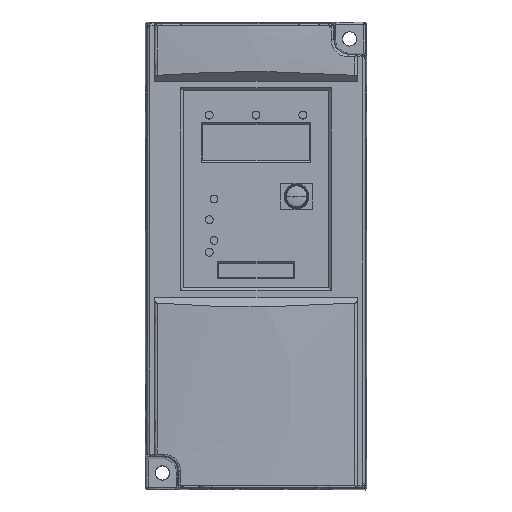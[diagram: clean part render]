
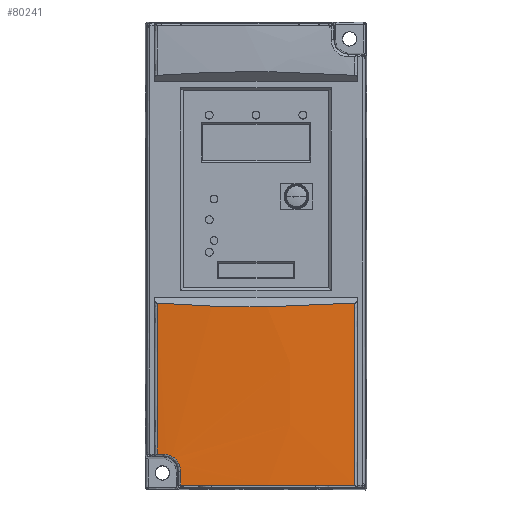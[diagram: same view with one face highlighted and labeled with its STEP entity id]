
A CAD part, top view. The second image highlights one B-rep face of the part: STEP entity #80241.
In plain terms, the highlighted free-form (B-spline) face has degree [3, 3] with [6, 4] control points.
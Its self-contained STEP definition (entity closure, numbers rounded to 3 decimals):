
#1977 = B_SPLINE_CURVE_WITH_KNOTS ( 'NONE', 3,
 ( #160104, #159143, #56191, #156256 ),
 .UNSPECIFIED., .F., .F.,
 ( 4, 4 ),
 ( 0., 1. ),
 .UNSPECIFIED. ) ;
#5105 = CARTESIAN_POINT ( 'NONE',  ( -22.474, 1.609, 120.926 ) ) ;
#6060 = CARTESIAN_POINT ( 'NONE',  ( 19.205, 1.611, 121.824 ) ) ;
#6597 = EDGE_CURVE ( 'NONE', #63805, #58942, #50183, .T. ) ;
#10859 = CARTESIAN_POINT ( 'NONE',  ( -24.307, 48.785, 120.894 ) ) ;
#11824 = CARTESIAN_POINT ( 'NONE',  ( -6.713, 73.076, 121.824 ) ) ;
#12358 = ORIENTED_EDGE ( 'NONE', *, *, #128384, .T. ) ;
#12791 = CARTESIAN_POINT ( 'NONE',  ( 37.307, 73.076, 120.894 ) ) ;
#13774 = CARTESIAN_POINT ( 'NONE',  ( 37.307, 0.202, 120.894 ) ) ;
#13874 = ORIENTED_EDGE ( 'NONE', *, *, #106824, .T. ) ;
#17747 = VERTEX_POINT ( 'NONE', #127886 ) ;
#20811 = CARTESIAN_POINT ( 'NONE',  ( 36.292, 1.611, 120.947 ) ) ;
#28633 = CARTESIAN_POINT ( 'NONE',  ( 31.914, 70.708, 121.281 ) ) ;
#32536 = CARTESIAN_POINT ( 'NONE',  ( 44.566, 71.674, 120.315 ) ) ;
#32771 = VERTEX_POINT ( 'NONE', #194068 ) ;
#35617 = ORIENTED_EDGE ( 'NONE', *, *, #6597, .T. ) ;
#37108 = EDGE_CURVE ( 'NONE', #101363, #32771, #40562, .T. ) ;
#37849 = CARTESIAN_POINT ( 'NONE',  ( -22.475, 5.195, 120.926 ) ) ;
#40149 = VERTEX_POINT ( 'NONE', #174250 ) ;
#40562 = B_SPLINE_CURVE_WITH_KNOTS ( 'NONE', 3,
 ( #32536, #28633, #149203, #152143, #61944, #62909 ),
 .UNSPECIFIED., .F., .F.,
 ( 4, 2, 4 ),
 ( 0., 0.038, 0.076 ),
 .UNSPECIFIED. ) ;
#42706 = CARTESIAN_POINT ( 'NONE',  ( -25.026, 12.266, 120.772 ) ) ;
#44639 = CARTESIAN_POINT ( 'NONE',  ( -26.968, 13.249, 120.645 ) ) ;
#50183 = B_SPLINE_CURVE_WITH_KNOTS ( 'NONE', 3,
 ( #91658, #74031, #119161, #178922, #44639, #104429, #42706, #164249, #149536, #75985, #135796, #95522, #140601, #168125, #108345, #107375 ),
 .UNSPECIFIED., .F., .F.,
 ( 4, 2, 2, 2, 2, 2, 2, 4 ),
 ( 0., 0.125, 0.25, 0.5, 0.625, 0.688, 0.75, 1. ),
 .UNSPECIFIED. ) ;
#52657 = EDGE_CURVE ( 'NONE', #32771, #40149, #1977, .T. ) ;
#54982 = CARTESIAN_POINT ( 'NONE',  ( 19.713, 48.785, 121.824 ) ) ;
#55949 = CARTESIAN_POINT ( 'NONE',  ( -24.307, 73.076, 120.894 ) ) ;
#56191 = CARTESIAN_POINT ( 'NONE',  ( -31.566, 32.945, 120.315 ) ) ;
#56901 = CARTESIAN_POINT ( 'NONE',  ( -6.713, 48.785, 121.824 ) ) ;
#58843 = CARTESIAN_POINT ( 'NONE',  ( -24.307, 24.494, 120.894 ) ) ;
#58942 = VERTEX_POINT ( 'NONE', #171499 ) ;
#60980 = B_SPLINE_CURVE_WITH_KNOTS ( 'NONE', 3,
 ( #154138, #139411, #155100, #6060, #20811, #65850 ),
 .UNSPECIFIED., .F., .F.,
 ( 4, 1, 1, 4 ),
 ( 0., 0.235, 0.629, 1. ),
 .UNSPECIFIED. ) ;
#61854 = CARTESIAN_POINT ( 'NONE',  ( -31.565, 13.58, 120.315 ) ) ;
#61944 = CARTESIAN_POINT ( 'NONE',  ( -18.914, 70.708, 121.281 ) ) ;
#62909 = CARTESIAN_POINT ( 'NONE',  ( -31.566, 71.674, 120.315 ) ) ;
#63805 = VERTEX_POINT ( 'NONE', #191342 ) ;
#65850 = CARTESIAN_POINT ( 'NONE',  ( 44.566, 1.607, 120.315 ) ) ;
#69020 = ORIENTED_EDGE ( 'NONE', *, *, #37108, .T. ) ;
#71583 = CARTESIAN_POINT ( 'NONE',  ( 19.713, 24.494, 121.824 ) ) ;
#72544 = CARTESIAN_POINT ( 'NONE',  ( 19.713, 73.076, 121.824 ) ) ;
#73322 = CARTESIAN_POINT ( 'NONE',  ( 44.566, 24.961, 120.315 ) ) ;
#74031 = CARTESIAN_POINT ( 'NONE',  ( -28.648, 13.581, 120.529 ) ) ;
#75985 = CARTESIAN_POINT ( 'NONE',  ( -23.463, 10.464, 120.868 ) ) ;
#80106 = VERTEX_POINT ( 'NONE', #5105 ) ;
#80241 = ADVANCED_FACE ( 'NONE', ( #147054 ), #187813, .T. ) ;
#86287 = CARTESIAN_POINT ( 'NONE',  ( 19.713, 0.202, 121.824 ) ) ;
#91658 = CARTESIAN_POINT ( 'NONE',  ( -29.084, 13.581, 120.499 ) ) ;
#95522 = CARTESIAN_POINT ( 'NONE',  ( -23.149, 9.897, 120.886 ) ) ;
#97626 = CARTESIAN_POINT ( 'NONE',  ( -22.474, 1.609, 120.926 ) ) ;
#100033 = CARTESIAN_POINT ( 'NONE',  ( -33.085, 48.785, 120.197 ) ) ;
#101363 = VERTEX_POINT ( 'NONE', #119414 ) ;
#101978 = CARTESIAN_POINT ( 'NONE',  ( 46.085, 73.076, 120.197 ) ) ;
#102423 = EDGE_CURVE ( 'NONE', #40149, #63805, #150087, .T. ) ;
#103447 = ORIENTED_EDGE ( 'NONE', *, *, #52657, .T. ) ;
#103911 = CARTESIAN_POINT ( 'NONE',  ( 46.085, 0.202, 120.197 ) ) ;
#104429 = CARTESIAN_POINT ( 'NONE',  ( -25.746, 12.746, 120.726 ) ) ;
#104976 = CARTESIAN_POINT ( 'NONE',  ( -29.084, 13.581, 120.499 ) ) ;
#106824 = EDGE_CURVE ( 'NONE', #17747, #101363, #161606, .T. ) ;
#107375 = CARTESIAN_POINT ( 'NONE',  ( -22.474, 6.987, 120.926 ) ) ;
#108345 = CARTESIAN_POINT ( 'NONE',  ( -22.475, 7.854, 120.926 ) ) ;
#109718 = ORIENTED_EDGE ( 'NONE', *, *, #169282, .T. ) ;
#116711 = CARTESIAN_POINT ( 'NONE',  ( -6.713, 0.202, 121.824 ) ) ;
#117490 = CARTESIAN_POINT ( 'NONE',  ( 44.566, 48.318, 120.315 ) ) ;
#118458 = CARTESIAN_POINT ( 'NONE',  ( 44.566, 1.607, 120.315 ) ) ;
#119161 = CARTESIAN_POINT ( 'NONE',  ( -28.22, 13.54, 120.559 ) ) ;
#119414 = CARTESIAN_POINT ( 'NONE',  ( 44.566, 71.674, 120.315 ) ) ;
#127886 = CARTESIAN_POINT ( 'NONE',  ( 44.566, 1.607, 120.315 ) ) ;
#128384 = EDGE_CURVE ( 'NONE', #80106, #17747, #60980, .T. ) ;
#131393 = CARTESIAN_POINT ( 'NONE',  ( -6.713, 24.494, 121.824 ) ) ;
#132358 = CARTESIAN_POINT ( 'NONE',  ( -24.307, 0.202, 120.894 ) ) ;
#135796 = CARTESIAN_POINT ( 'NONE',  ( -23.352, 10.279, 120.874 ) ) ;
#139411 = CARTESIAN_POINT ( 'NONE',  ( -17.223, 1.611, 121.231 ) ) ;
#140601 = CARTESIAN_POINT ( 'NONE',  ( -23.056, 9.698, 120.892 ) ) ;
#144165 = CARTESIAN_POINT ( 'NONE',  ( 46.085, 24.494, 120.197 ) ) ;
#145139 = CARTESIAN_POINT ( 'NONE',  ( 37.307, 24.494, 120.894 ) ) ;
#147054 = FACE_OUTER_BOUND ( 'NONE', #169702, .T. ) ;
#148026 = CARTESIAN_POINT ( 'NONE',  ( 37.307, 48.785, 120.894 ) ) ;
#149203 = CARTESIAN_POINT ( 'NONE',  ( 19.224, 70.223, 121.766 ) ) ;
#149536 = CARTESIAN_POINT ( 'NONE',  ( -23.821, 11.001, 120.846 ) ) ;
#150087 = B_SPLINE_CURVE_WITH_KNOTS ( 'NONE', 3,
 ( #61854, #177521, #165757, #104976 ),
 .UNSPECIFIED., .F., .F.,
 ( 4, 4 ),
 ( 0., 1. ),
 .UNSPECIFIED. ) ;
#152042 = B_SPLINE_CURVE_WITH_KNOTS ( 'NONE', 3,
 ( #186879, #37849, #187842, #97626 ),
 .UNSPECIFIED., .F., .F.,
 ( 4, 4 ),
 ( 0., 1. ),
 .UNSPECIFIED. ) ;
#152143 = CARTESIAN_POINT ( 'NONE',  ( -6.226, 70.223, 121.766 ) ) ;
#154138 = CARTESIAN_POINT ( 'NONE',  ( -22.474, 1.609, 120.926 ) ) ;
#154964 = ORIENTED_EDGE ( 'NONE', *, *, #102423, .T. ) ;
#155100 = CARTESIAN_POINT ( 'NONE',  ( -3.167, 1.611, 121.824 ) ) ;
#156256 = CARTESIAN_POINT ( 'NONE',  ( -31.565, 13.58, 120.315 ) ) ;
#159143 = CARTESIAN_POINT ( 'NONE',  ( -31.566, 52.31, 120.315 ) ) ;
#160104 = CARTESIAN_POINT ( 'NONE',  ( -31.566, 71.674, 120.315 ) ) ;
#161606 = B_SPLINE_CURVE_WITH_KNOTS ( 'NONE', 3,
 ( #118458, #73322, #117490, #177257 ),
 .UNSPECIFIED., .F., .F.,
 ( 4, 4 ),
 ( 0., 1. ),
 .UNSPECIFIED. ) ;
#161791 = CARTESIAN_POINT ( 'NONE',  ( -33.085, 0.202, 120.197 ) ) ;
#164249 = CARTESIAN_POINT ( 'NONE',  ( -24.095, 11.335, 120.829 ) ) ;
#165757 = CARTESIAN_POINT ( 'NONE',  ( -29.911, 13.581, 120.439 ) ) ;
#168125 = CARTESIAN_POINT ( 'NONE',  ( -22.641, 8.69, 120.916 ) ) ;
#169282 = EDGE_CURVE ( 'NONE', #58942, #80106, #152042, .T. ) ;
#169702 = EDGE_LOOP ( 'NONE', ( #13874, #69020, #103447, #154964, #35617, #109718, #12358 ) ) ;
#171499 = CARTESIAN_POINT ( 'NONE',  ( -22.474, 6.987, 120.926 ) ) ;
#174250 = CARTESIAN_POINT ( 'NONE',  ( -31.565, 13.58, 120.315 ) ) ;
#175528 = CARTESIAN_POINT ( 'NONE',  ( -33.085, 73.076, 120.197 ) ) ;
#176479 = CARTESIAN_POINT ( 'NONE',  ( -33.085, 24.494, 120.197 ) ) ;
#177257 = CARTESIAN_POINT ( 'NONE',  ( 44.566, 71.674, 120.315 ) ) ;
#177521 = CARTESIAN_POINT ( 'NONE',  ( -30.739, 13.581, 120.378 ) ) ;
#178922 = CARTESIAN_POINT ( 'NONE',  ( -27.379, 13.373, 120.617 ) ) ;
#186879 = CARTESIAN_POINT ( 'NONE',  ( -22.474, 6.987, 120.926 ) ) ;
#187813 = B_SPLINE_SURFACE_WITH_KNOTS ( 'NONE', 3, 3, ( 
 ( #101978, #193148, #144165, #103911 ),
 ( #12791, #148026, #145139, #13774 ),
 ( #72544, #54982, #71583, #86287 ),
 ( #11824, #56901, #131393, #116711 ),
 ( #55949, #10859, #58843, #132358 ),
 ( #175528, #100033, #176479, #161791 ) ),
 .UNSPECIFIED., .F., .F., .F.,
 ( 4, 1, 1, 4 ),
 ( 4, 4 ),
 ( -0.003, 0.05, 0.103, 0.155 ),
 ( 0., 72.873 ),
 .UNSPECIFIED. ) ;
#187842 = CARTESIAN_POINT ( 'NONE',  ( -22.475, 3.403, 120.926 ) ) ;
#191342 = CARTESIAN_POINT ( 'NONE',  ( -29.084, 13.581, 120.499 ) ) ;
#193148 = CARTESIAN_POINT ( 'NONE',  ( 46.085, 48.785, 120.197 ) ) ;
#194068 = CARTESIAN_POINT ( 'NONE',  ( -31.566, 71.674, 120.315 ) ) ;
